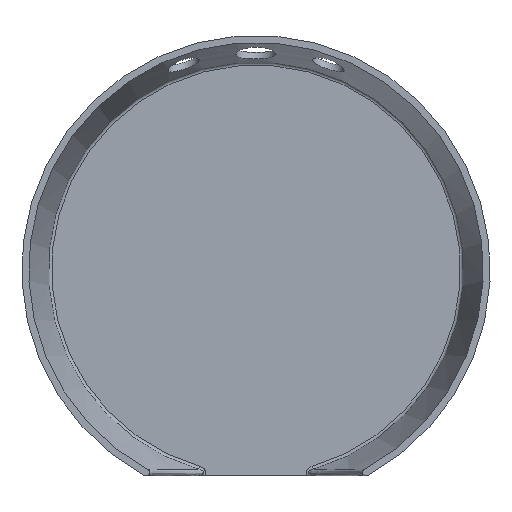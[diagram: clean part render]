
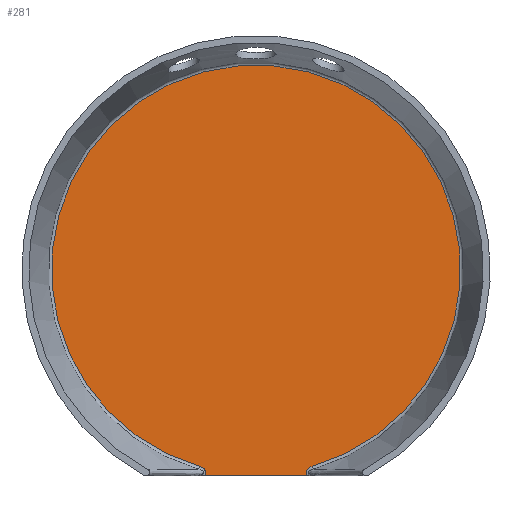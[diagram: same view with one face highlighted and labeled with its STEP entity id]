
A CAD part, front view. The second image highlights one B-rep face of the part: STEP entity #281.
In plain terms, the highlighted planar face has unit normal (0, -1, 0).
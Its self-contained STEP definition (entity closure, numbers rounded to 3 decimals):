
#42=VECTOR('',#323,1.);
#47=LINE('',#848,#42);
#52=PLANE('',#298);
#57=B_SPLINE_CURVE_WITH_KNOTS('',3,(#433,#434,#435,#436,#437,#438,#439,
#440),.UNSPECIFIED.,.F.,.U.,(4,2,2,4),(-0.579,-0.335,
-0.129,0.),.UNSPECIFIED.);
#61=B_SPLINE_CURVE_WITH_KNOTS('',3,(#533,#534,#535,#536,#537,#538,#539,
#540),.UNSPECIFIED.,.F.,.U.,(4,2,2,4),(-1.004,-0.875,
-0.669,-0.425),.UNSPECIFIED.);
#83=VERTEX_POINT('',#355);
#84=VERTEX_POINT('',#357);
#87=VERTEX_POINT('',#432);
#88=VERTEX_POINT('',#521);
#109=CIRCLE('',#295,91.796);
#117=EDGE_CURVE('',#83,#84,#109,.T.);
#121=EDGE_CURVE('',#87,#83,#57,.T.);
#125=EDGE_CURVE('',#84,#88,#61,.T.);
#129=EDGE_CURVE('',#87,#88,#47,.T.);
#169=ORIENTED_EDGE('',*,*,#125,.F.);
#170=ORIENTED_EDGE('',*,*,#117,.F.);
#171=ORIENTED_EDGE('',*,*,#121,.F.);
#172=ORIENTED_EDGE('',*,*,#129,.T.);
#231=EDGE_LOOP('',(#169,#170,#171,#172));
#256=FACE_BOUND('',#231,.T.);
#281=ADVANCED_FACE('',(#256),#52,.F.);
#295=AXIS2_PLACEMENT_3D('',#356,#316,#317);
#298=AXIS2_PLACEMENT_3D('',#847,#322,$);
#316=DIRECTION('',(0.,1.,0.));
#317=DIRECTION('',(0.,0.,91.796));
#322=DIRECTION('',(0.,1.,0.));
#323=DIRECTION('',(1.,0.,0.));
#355=CARTESIAN_POINT('',(-25.357,30.,-88.225));
#356=CARTESIAN_POINT('',(0.,30.,0.));
#357=CARTESIAN_POINT('',(25.357,30.,-88.225));
#432=CARTESIAN_POINT('',(-23.222,30.,-92.484));
#433=CARTESIAN_POINT('',(-23.222,30.,-92.484));
#434=CARTESIAN_POINT('',(-22.674,30.,-91.86));
#435=CARTESIAN_POINT('',(-22.453,30.,-90.964));
#436=CARTESIAN_POINT('',(-23.031,30.,-89.563));
#437=CARTESIAN_POINT('',(-23.567,30.,-89.073));
#438=CARTESIAN_POINT('',(-24.538,30.,-88.509));
#439=CARTESIAN_POINT('',(-24.944,30.,-88.343));
#440=CARTESIAN_POINT('',(-25.357,30.,-88.225));
#521=CARTESIAN_POINT('',(23.222,30.,-92.484));
#533=CARTESIAN_POINT('',(25.357,30.,-88.225));
#534=CARTESIAN_POINT('',(24.944,30.,-88.343));
#535=CARTESIAN_POINT('',(24.538,30.,-88.509));
#536=CARTESIAN_POINT('',(23.567,30.,-89.073));
#537=CARTESIAN_POINT('',(23.031,30.,-89.563));
#538=CARTESIAN_POINT('',(22.453,30.,-90.964));
#539=CARTESIAN_POINT('',(22.674,30.,-91.86));
#540=CARTESIAN_POINT('',(23.222,30.,-92.484));
#847=CARTESIAN_POINT('',(0.,30.,0.));
#848=CARTESIAN_POINT('',(0.,30.,-92.484));
